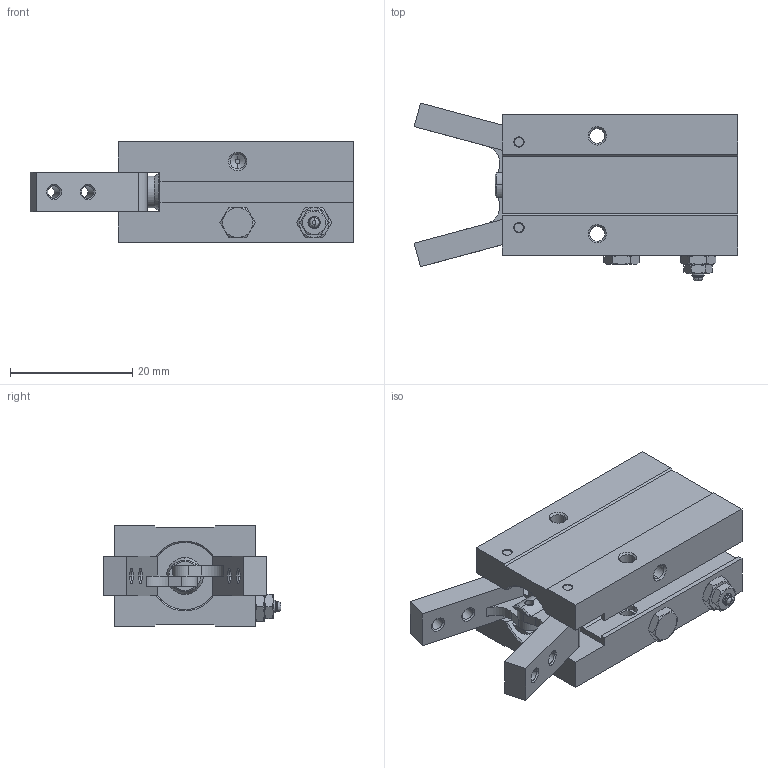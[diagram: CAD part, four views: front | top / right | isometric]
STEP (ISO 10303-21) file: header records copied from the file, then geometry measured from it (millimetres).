
FILE_DESCRIPTION (( 'STEP AP214' ), '1' );
FILE_NAME ('KA10MSA-M.step', '2017-07-18T19:56:55', ( '' ), ( '' ), 'SwSTEP 2.0', 'SolidWorks 2017', '' );
FILE_SCHEMA (( 'AUTOMOTIVE_DESIGN' ));
Length unit declared in the file: millimetre
Products named in the file (5): KA10MSA-M-3; KA10MSA-M-2; KA10MSA-M-4; KA10MSA-M-1; KA10MSA-M
Assembly tree (4 placements, depth 2):
  KA10MSA-M
    KA10MSA-M-1
    KA10MSA-M-4
    KA10MSA-M-2
    KA10MSA-M-3
Bounding box: 52.93 x 29.08 x 16.5 mm (x, y, z)
Volume: 11797.6 mm3; surface area: 8380.3 mm2
Topology: 4 solids, 5 shells, 274 faces, 658 edges, 416 vertices
Faces by surface type: plane 108, cylinder 86, cone 78, bspline 2
Entity records: 11676 total; most frequent: CARTESIAN_POINT 2229, ORIENTED_EDGE 1316, DIRECTION 1268, EDGE_CURVE 658, AXIS2_PLACEMENT_3D 543, VERTEX_POINT 416, EDGE_LOOP 328, UNCERTAINTY_MEASURE_WITH_UNIT 287
